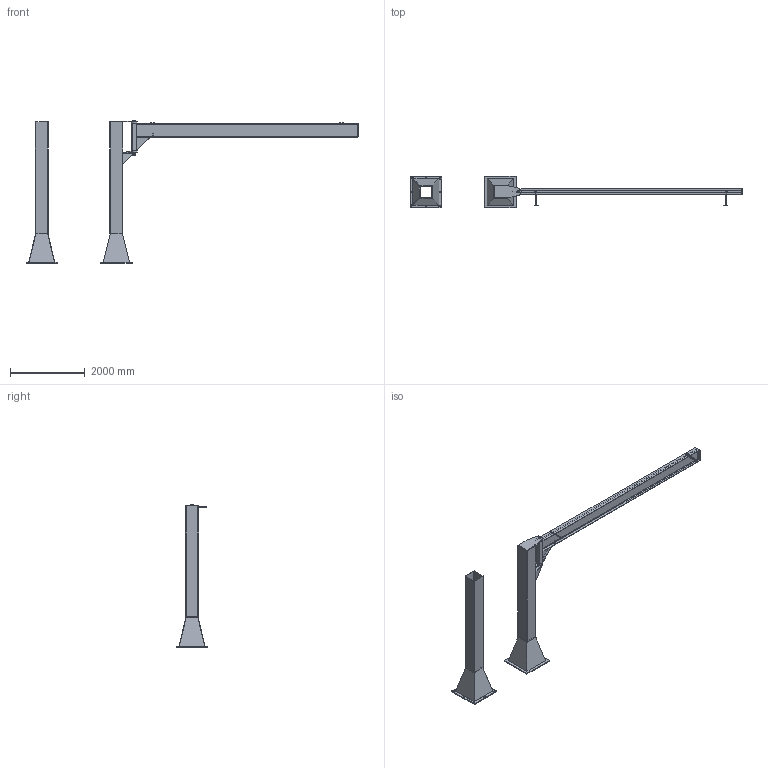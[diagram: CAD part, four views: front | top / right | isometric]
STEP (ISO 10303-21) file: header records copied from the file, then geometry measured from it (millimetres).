
FILE_DESCRIPTION(('STEP AP214'),'1');
FILE_NAME('LOKE PKL 1000-6.stp','2018-02-07T12:34:02',(' '),(' '),'Spatial InterOp 3D',' ',' ');
FILE_SCHEMA(('automotive_design'));
Length unit declared in the file: millimetre
Products named in the file (72): Pelarfot VI; Plattstål Pelarfot VI; Sida Pelarfot VI; Pelare VI; VKR 350, L = 3000 T = 10; Förstärkningsplåt VI; Undre Fästöra VI; Övre Fästöra VI; Axel VI; Axelkant VI; Distansbricka VI; Hylsa IV; Bultf_rband M10x80; M6S M10x80; DIN_985 M10; Broms VI; Bromsback VI; Bolt Assembly; Gänstång M12x150; M6M M12; Tryckfjäder Ø18/12, L=60; PMH Pelarsvangkran Loke 1000-6; L1000-6; Lagerbox VI; KKR; Plattstång; Plåt; Vinkelstång; IPE360; B_rlinekomponenter; Hållare till Bärlinestag; Bärlinestag; M6S M8x20; M6M M8; Bultf_rband; Skruv_gla; Skruvögla M8x60; Pelare; Fot; Fotplatta
Assembly tree (73 placements, depth 7):
  (unnamed)
    PMH Pelarsvangkran Loke 1000-6
      Pelare VI
        Pelarfot VI
          Plattstål Pelarfot VI
          Plattstål Pelarfot VI
          Plattstål Pelarfot VI
          Plattstål Pelarfot VI
          Sida Pelarfot VI
          Sida Pelarfot VI
          Sida Pelarfot VI
          Sida Pelarfot VI
        VKR 350, L = 3000 T = 10
        Förstärkningsplåt VI
        Förstärkningsplåt VI
        Undre Fästöra VI
        Övre Fästöra VI
        Axel VI
          Axelkant VI
          Axel VI
          Distansbricka VI
          Hylsa IV
          Bultf_rband M10x80
            M6S M10x80
            DIN_985 M10
        Broms VI
          Bromsback VI
          Bolt Assembly
            Gänstång M12x150
            M6M M12
            M6M M12
            Tryckfjäder Ø18/12, L=60
          Bolt Assembly
            Gänstång M12x150
            M6M M12
            M6M M12
            Tryckfjäder Ø18/12, L=60
      L1000-6
        Lagerbox VI
        (unnamed)
        KKR
        Plattstång
        Plåt
        Vinkelstång
        (unnamed)
        IPE360
        Plåt
        B_rlinekomponenter
          Hållare till Bärlinestag
          (unnamed)
          Bärlinestag
          (unnamed)
          Bultf_rband
            Bolt Assembly  x2
              M6S M8x20
              M6M M8
            Bolt Assembly
              M6S M8x20
              M6M M8
            Bolt Assembly
Bounding box: 8901.5 x 845 x 3825 mm (x, y, z)
Volume: 722607221.7 mm3; surface area: 30794395.4 mm2
Topology: 60 solids, 60 shells, 704 faces, 1531 edges, 951 vertices
Faces by surface type: plane 386, cone 204, cylinder 102, bspline 10, revolution 2
Full cylindrical faces by diameter (mm): 4.5 x1, 8 x14, 8.5 x4, 9 x8, 9.1 x1, 10 x2, 11 x3, 12 x6, 13 x2, 17 x1, 31 x8, 50 x4, 50.5 x2, 63 x3, 160 x2
Entity records: 29046 total; most frequent: CARTESIAN_POINT 9229, DIRECTION 2787, ORIENTED_EDGE 2596, EDGE_CURVE 1298, AXIS2_PLACEMENT_3D 1095, VERTEX_POINT 859, EDGE_LOOP 817, FACE_OUTER_BOUND 712
